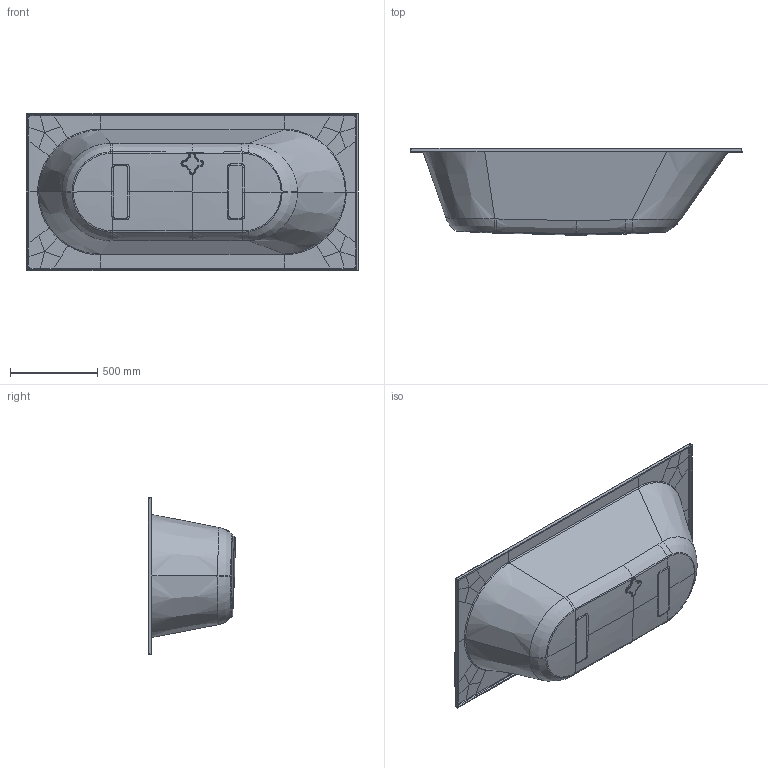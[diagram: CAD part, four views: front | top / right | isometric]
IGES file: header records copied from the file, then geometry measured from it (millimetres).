
Start section:  PTC IGES file: BQ199OBE2V.igs
Global section: file name: BQ199OBE2V.igs; native system: Pro/ENGINEER by Parametric Technology Corporation; preprocessor: 2004460; author: hradix; organization: Unknown; date: 050309.101522; units: millimetre
Bounding box: 1902.81 x 500.05 x 900 mm (x, y, z)
Volume: 27988139.2 mm3; surface area: 6345189.6 mm2
Topology: 1 solids, 2 shells, 407 faces, 982 edges, 611 vertices
Faces by surface type: bspline 347, revolution 60
